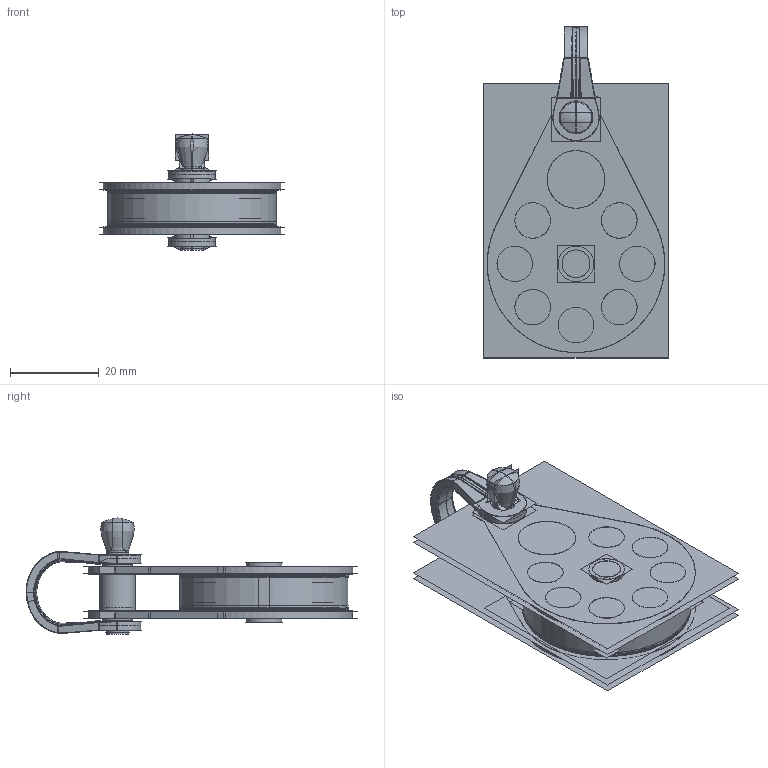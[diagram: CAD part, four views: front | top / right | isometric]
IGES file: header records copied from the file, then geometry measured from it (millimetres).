
Start section:  PTC IGES file: a4296brass.igs
Global section: file name: a4296brass.igs; native system: Creo Parametric by PTC Inc.; preprocessor: 2022164; author: Tom Clayton; organization: Unknown; date: 20221214.151834; units: millimetre
Bounding box: 41.6 x 74.75 x 26.16 mm (x, y, z)
Surface area: 35088.6 mm2 (no closed solid volume)
Topology: 0 solids, 0 shells, 492 faces, 6421 edges, 8394 vertices
Faces by surface type: revolution 236, bspline 230, extrusion 26
